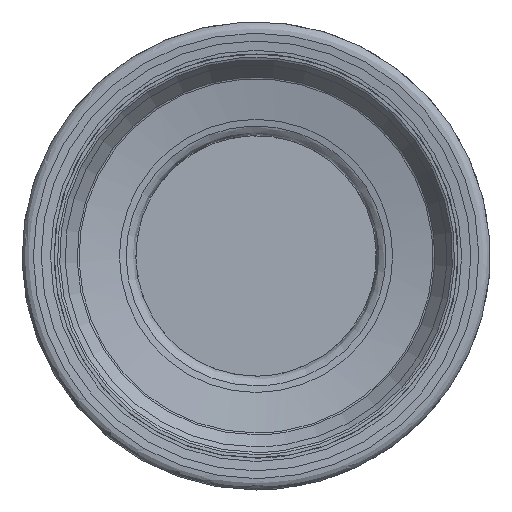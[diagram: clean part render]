
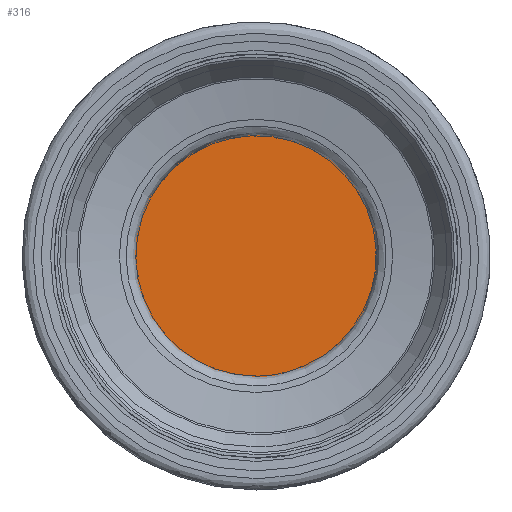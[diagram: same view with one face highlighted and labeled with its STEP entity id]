
A CAD part, left-side view. The second image highlights one B-rep face of the part: STEP entity #316.
In plain terms, the highlighted planar face has unit normal (-1, 0, 0).
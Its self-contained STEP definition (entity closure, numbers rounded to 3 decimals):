
#316=ADVANCED_FACE('',(#356),#353,.T.);
#353=PLANE('',#612);
#356=FACE_OUTER_BOUND('',#358,.T.);
#358=EDGE_LOOP('',(#430));
#430=ORIENTED_EDGE('',*,*,#538,.F.);
#502=VERTEX_POINT('',#832);
#538=EDGE_CURVE('',#502,#502,#574,.T.);
#574=CIRCLE('',#611,9.345);
#611=AXIS2_PLACEMENT_3D('',#831,#676,#677);
#612=AXIS2_PLACEMENT_3D('',#833,#678,#679);
#676=DIRECTION('',(1.,0.,0.));
#677=DIRECTION('',(0.,1.,0.));
#678=DIRECTION('',(-1.,0.,0.));
#679=DIRECTION('',(0.,-1.,0.));
#831=CARTESIAN_POINT('',(3.5,0.,0.));
#832=CARTESIAN_POINT('',(3.5,9.345,0.));
#833=CARTESIAN_POINT('',(3.5,9.345,0.));
